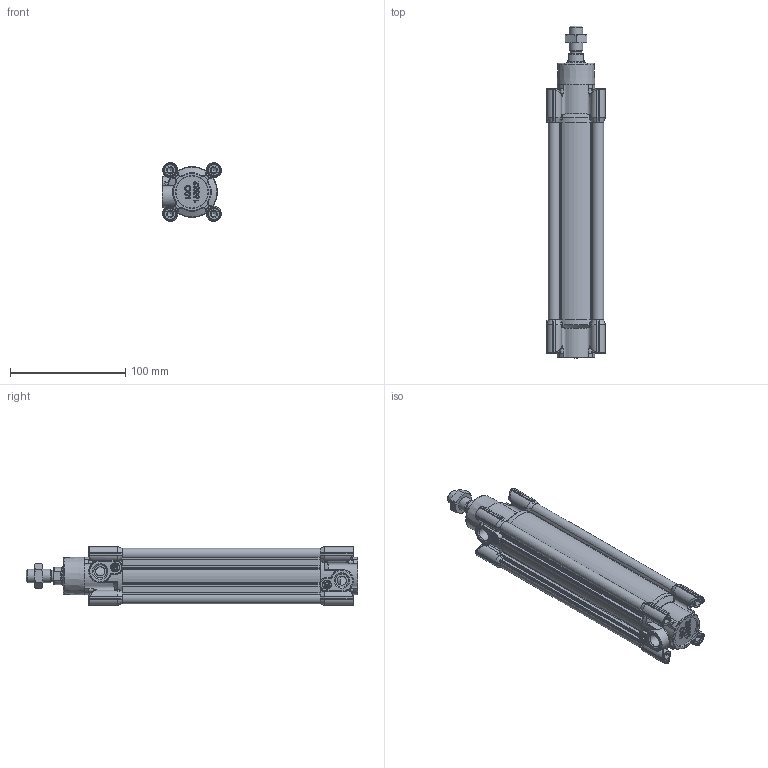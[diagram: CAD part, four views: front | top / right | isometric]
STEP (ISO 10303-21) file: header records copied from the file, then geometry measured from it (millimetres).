
FILE_DESCRIPTION (( 'STEP AP214' ), '1' );
FILE_NAME ('SADE0MA0400125.step', '2021-10-05T12:31:17', ( '' ), ( '' ), 'SwSTEP 2.0', 'SolidWorks 2021', '' );
FILE_SCHEMA (( 'AUTOMOTIVE_DESIGN' ));
Length unit declared in the file: millimetre
Products named in the file (1): SADE0MA0400125
Bounding box: 52 x 288.5 x 52 mm (x, y, z)
Volume: 267174.4 mm3; surface area: 190311.3 mm2
Topology: 35 solids, 35 shells, 2078 faces, 5328 edges, 3384 vertices
Faces by surface type: plane 675, cylinder 624, bspline 410, cone 307, torus 61, sphere 1
Full cylindrical faces by diameter (mm): 2.4 x2, 2.5 x6, 3.8 x2, 4.134 x2, 5 x12, 5.2 x4, 5.4 x8, 5.5 x2, 5.9 x8, 6 x8, 6.5 x8, 7 x2, 7.188 x2, 8 x4, 8.912 x1, 10 x13, 10.5 x8, 10.8 x1, 11.445 x2, 12 x1, 14.5 x1, 15 x1, 16 x5, 16.855 x1, 20 x7, 20.434 x2, 21 x2, 26 x3, 28 x1, 32 x4
Entity records: 107847 total; most frequent: CARTESIAN_POINT 39727, ORIENTED_EDGE 9780, DIRECTION 8156, EDGE_CURVE 4890, VERTEX_POINT 3286, AXIS2_PLACEMENT_3D 3260, EDGE_LOOP 2558, FACE_OUTER_BOUND 2261
